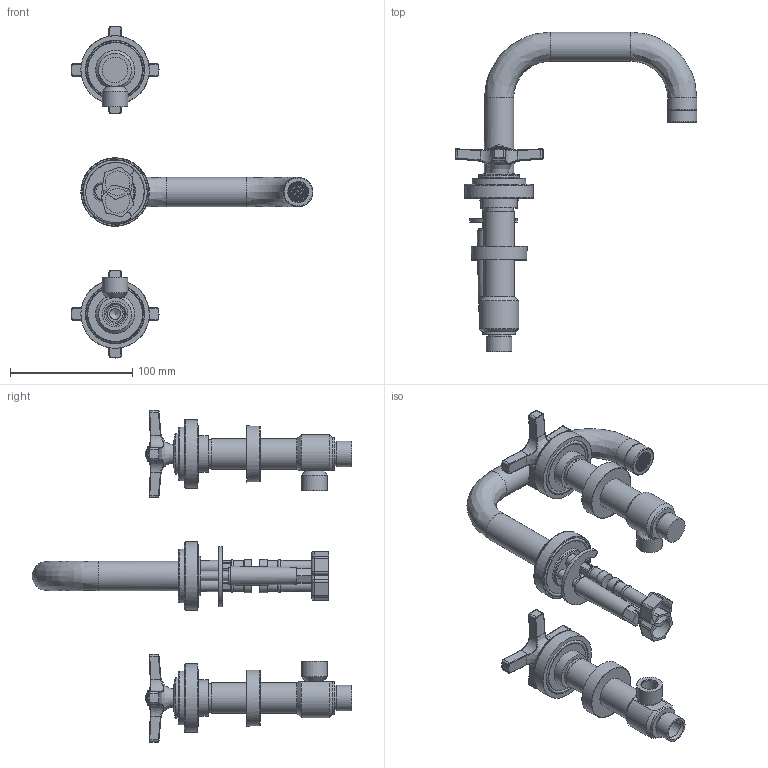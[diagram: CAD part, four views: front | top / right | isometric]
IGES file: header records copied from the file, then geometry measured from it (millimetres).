
Global section: file name: LANDMARK THINNER SPOUTS EXPORTV7K14SXF; native system: Autodesk Inventor 2020; preprocessor: unknown; author: aduggalther; date: 20221125.123014; units: millimetre
Bounding box: 198 x 261.9 x 272 mm (x, y, z)
Volume: 380018.5 mm3; surface area: 181576.4 mm2
Topology: 43 solids, 44 shells, 2009 faces, 5332 edges, 3572 vertices
Faces by surface type: bspline 2009
